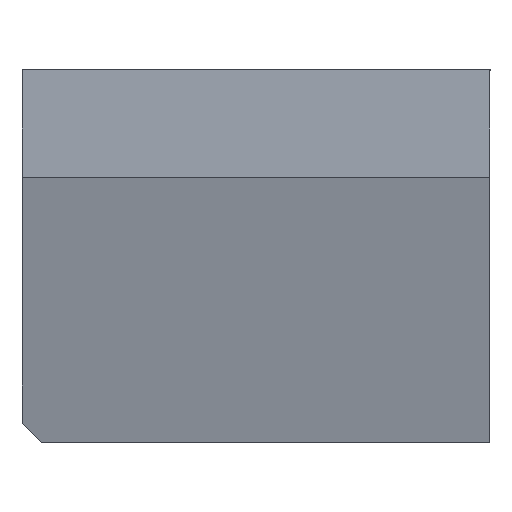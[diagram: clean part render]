
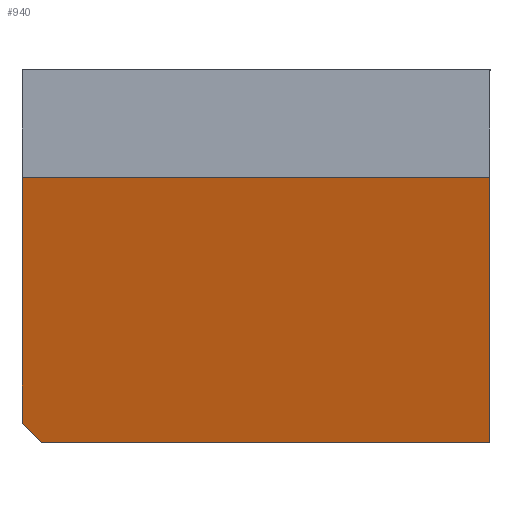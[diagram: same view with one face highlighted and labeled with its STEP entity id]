
A CAD part, left-side view. The second image highlights one B-rep face of the part: STEP entity #940.
In plain terms, the highlighted planar face has unit normal (-0.943, 0.334, 0).
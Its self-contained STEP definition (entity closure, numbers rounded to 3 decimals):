
#940=ADVANCED_FACE('NONE',(#2308),#2309,.F.);
#2308=FACE_OUTER_BOUND('',#4081,.T.);
#2309=PLANE('',#4082);
#4081=EDGE_LOOP('',(#7705,#7706,#7707,#7708,#7709));
#4082=AXIS2_PLACEMENT_3D('',#7710,#7711,#7712);
#7705=ORIENTED_EDGE('',*,*,#12102,.T.);
#7706=ORIENTED_EDGE('',*,*,#12468,.T.);
#7707=ORIENTED_EDGE('',*,*,#12469,.T.);
#7708=ORIENTED_EDGE('',*,*,#12074,.F.);
#7709=ORIENTED_EDGE('',*,*,#12470,.T.);
#7710=CARTESIAN_POINT('',(-8.69,-24.5,39.0));
#7711=DIRECTION('',(0.942,-0.334,0.0));
#7712=DIRECTION('',(0.0,0.0,-1.0));
#12074=EDGE_CURVE('NONE',#15159,#15161,#15162,.T.);
#12102=EDGE_CURVE('NONE',#15195,#15193,#15196,.T.);
#12468=EDGE_CURVE('NONE',#15193,#15804,#15805,.T.);
#12469=EDGE_CURVE('NONE',#15804,#15161,#15806,.T.);
#12470=EDGE_CURVE('NONE',#15159,#15195,#15807,.T.);
#15159=VERTEX_POINT('NONE',#19401);
#15161=VERTEX_POINT('NONE',#19404);
#15162=LINE('',#19405,#19406);
#15193=VERTEX_POINT('NONE',#19443);
#15195=VERTEX_POINT('NONE',#19446);
#15196=LINE('',#19447,#19448);
#15804=VERTEX_POINT('NONE',#20418);
#15805=LINE('',#20419,#20420);
#15806=LINE('',#20421,#20422);
#15807=LINE('',#20423,#20424);
#19401=CARTESIAN_POINT('',(-8.69,-24.5,27.75));
#19404=CARTESIAN_POINT('',(-8.69,-24.5,0.0));
#19405=CARTESIAN_POINT('',(-8.69,-24.5,39.0));
#19406=VECTOR('',#22532,1000.0);
#19443=CARTESIAN_POINT('',(8.69,24.5,2.0));
#19446=CARTESIAN_POINT('',(8.69,24.5,27.75));
#19447=CARTESIAN_POINT('',(8.69,24.5,39.0));
#19448=VECTOR('',#22594,1000.0);
#20418=CARTESIAN_POINT('',(7.98,22.5,0.0));
#20419=CARTESIAN_POINT('',(8.69,24.5,2.0));
#20420=VECTOR('',#22963,1000.0);
#20421=CARTESIAN_POINT('',(-8.69,-24.5,0.0));
#20422=VECTOR('',#22964,1000.0);
#20423=CARTESIAN_POINT('',(-8.69,-24.5,27.75));
#20424=VECTOR('',#22965,1000.0);
#22532=DIRECTION('',(-0.0,-0.0,-1.0));
#22594=DIRECTION('',(-0.0,-0.0,-1.0));
#22963=DIRECTION('',(-0.243,-0.686,-0.686));
#22964=DIRECTION('',(-0.334,-0.942,-0.0));
#22965=DIRECTION('',(0.334,0.942,0.0));
